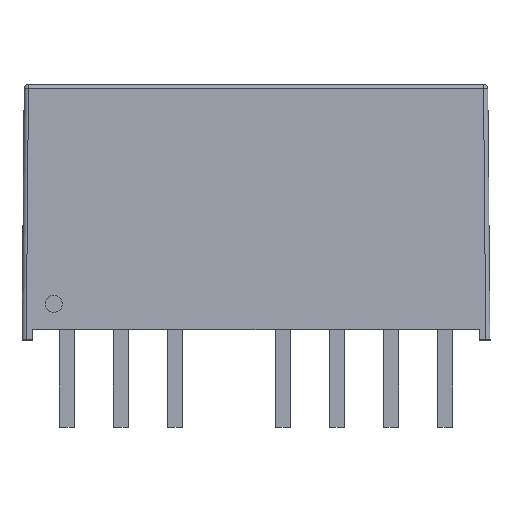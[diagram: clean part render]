
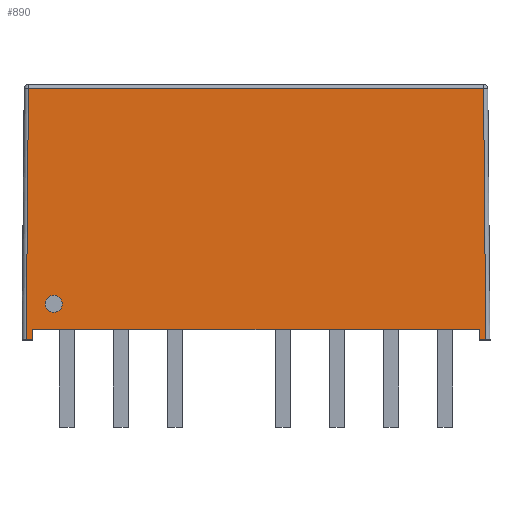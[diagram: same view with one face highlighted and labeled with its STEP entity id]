
A CAD part, top view. The second image highlights one B-rep face of the part: STEP entity #890.
In plain terms, the highlighted planar face has unit normal (0, 0.009, 1).
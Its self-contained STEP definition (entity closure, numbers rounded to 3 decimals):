
#39=DIRECTION('',(1.,0.,0.));
#40=VECTOR('',#39,21.394);
#41=CARTESIAN_POINT('',(-10.697,-0.198,4.647));
#42=LINE('',#41,#40);
#43=DIRECTION('',(0.009,-1.,0.009));
#44=VECTOR('',#43,11.803);
#45=CARTESIAN_POINT('',(10.697,-0.198,4.647));
#46=LINE('',#45,#44);
#47=DIRECTION('',(-0.005,1.,-0.009));
#48=VECTOR('',#47,0.5);
#49=CARTESIAN_POINT('',(10.5,-12.,4.75));
#50=LINE('',#49,#48);
#51=DIRECTION('',(1.,0.,0.));
#52=VECTOR('',#51,20.995);
#53=CARTESIAN_POINT('',(-10.497,-11.5,4.746));
#54=LINE('',#53,#52);
#55=DIRECTION('',(0.005,1.,-0.009));
#56=VECTOR('',#55,0.5);
#57=CARTESIAN_POINT('',(-10.5,-12.,4.75));
#58=LINE('',#57,#56);
#59=DIRECTION('',(-0.009,-1.,0.009));
#60=VECTOR('',#59,11.803);
#61=CARTESIAN_POINT('',(-10.697,-0.198,4.647));
#62=LINE('',#61,#60);
#63=CARTESIAN_POINT('',(-9.51,-10.309,4.735));
#64=DIRECTION('',(0.,0.009,1.));
#65=DIRECTION('',(1.,0.,0.));
#66=AXIS2_PLACEMENT_3D('',#63,#64,#65);
#68=CARTESIAN_POINT('',(-9.51,-10.309,4.735));
#69=DIRECTION('',(0.,0.009,1.));
#70=DIRECTION('',(-1.,0.,0.));
#71=AXIS2_PLACEMENT_3D('',#68,#69,#70);
#99=CARTESIAN_POINT('',(-10.8,-12.,4.75));
#105=DIRECTION('',(1.,0.,0.));
#106=VECTOR('',#105,0.3);
#107=CARTESIAN_POINT('',(-10.8,-12.,4.75));
#108=LINE('',#107,#106);
#121=DIRECTION('',(1.,0.,0.));
#122=VECTOR('',#121,0.3);
#123=CARTESIAN_POINT('',(10.5,-12.,4.75));
#124=LINE('',#123,#122);
#129=CARTESIAN_POINT('',(10.8,-12.,4.75));
#647=CARTESIAN_POINT('',(-10.497,-11.5,4.746));
#648=CARTESIAN_POINT('',(10.497,-11.5,4.746));
#649=VERTEX_POINT('',#647);
#650=VERTEX_POINT('',#648);
#651=CARTESIAN_POINT('',(-10.5,-12.,4.75));
#652=VERTEX_POINT('',#651);
#653=CARTESIAN_POINT('',(10.5,-12.,4.75));
#654=VERTEX_POINT('',#653);
#663=CARTESIAN_POINT('',(-10.697,-0.198,
4.647));
#664=CARTESIAN_POINT('',(10.697,-0.198,4.647));
#665=VERTEX_POINT('',#663);
#666=VERTEX_POINT('',#664);
#671=VERTEX_POINT('',#99);
#694=VERTEX_POINT('',#129);
#827=CARTESIAN_POINT('',(-9.11,-10.309,4.735));
#828=CARTESIAN_POINT('',(-9.91,-10.309,4.735));
#829=VERTEX_POINT('',#827);
#830=VERTEX_POINT('',#828);
#862=CARTESIAN_POINT('',(-12.322,-12.,4.75));
#863=DIRECTION('',(0.,0.009,1.));
#864=DIRECTION('',(-1.,0.,0.));
#865=AXIS2_PLACEMENT_3D('',#862,#863,#864);
#866=PLANE('',#865);
#867=ORIENTED_EDGE('',*,*,#852,.T.);
#869=ORIENTED_EDGE('',*,*,#868,.T.);
#871=ORIENTED_EDGE('',*,*,#870,.F.);
#873=ORIENTED_EDGE('',*,*,#872,.T.);
#875=ORIENTED_EDGE('',*,*,#874,.F.);
#877=ORIENTED_EDGE('',*,*,#876,.F.);
#879=ORIENTED_EDGE('',*,*,#878,.F.);
#881=ORIENTED_EDGE('',*,*,#880,.F.);
#882=EDGE_LOOP('',(#867,#869,#871,#873,#875,#877,#879,#881));
#883=FACE_OUTER_BOUND('',#882,.F.);
#885=ORIENTED_EDGE('',*,*,#884,.T.);
#887=ORIENTED_EDGE('',*,*,#886,.T.);
#888=EDGE_LOOP('',(#885,#887));
#889=FACE_BOUND('',#888,.F.);
#67=CIRCLE('',#66,0.4);
#72=CIRCLE('',#71,0.4);
#852=EDGE_CURVE('',#665,#666,#42,.T.);
#868=EDGE_CURVE('',#666,#694,#46,.T.);
#870=EDGE_CURVE('',#654,#694,#124,.T.);
#872=EDGE_CURVE('',#654,#650,#50,.T.);
#874=EDGE_CURVE('',#649,#650,#54,.T.);
#876=EDGE_CURVE('',#652,#649,#58,.T.);
#878=EDGE_CURVE('',#671,#652,#108,.T.);
#880=EDGE_CURVE('',#665,#671,#62,.T.);
#884=EDGE_CURVE('',#829,#830,#67,.T.);
#886=EDGE_CURVE('',#830,#829,#72,.T.);
#890=ADVANCED_FACE('',(#883,#889),#866,.T.);
